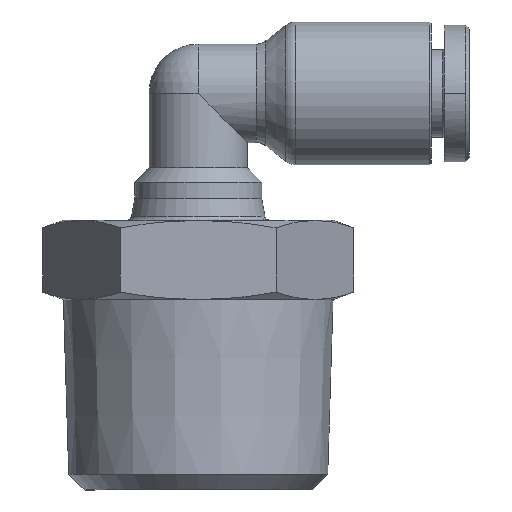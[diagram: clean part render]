
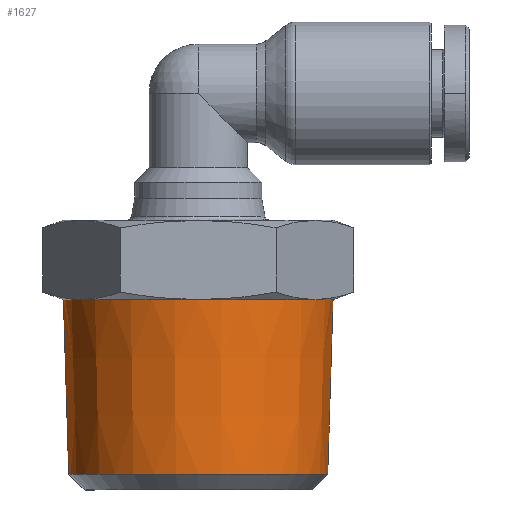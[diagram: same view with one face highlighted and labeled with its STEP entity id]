
A CAD part, front view. The second image highlights one B-rep face of the part: STEP entity #1627.
In plain terms, the highlighted conical face has half-angle 1.754 degrees and reference radius 8.316 mm.
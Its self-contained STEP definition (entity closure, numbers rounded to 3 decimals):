
#1490=CARTESIAN_POINT('',(-13.8,0.,-13.));
#1491=VERTEX_POINT('',#1490);
#1528=CARTESIAN_POINT('',(3.2,0.,-13.));
#1529=VERTEX_POINT('',#1528);
#1563=CARTESIAN_POINT('',(-5.3,0.,-19.));
#1564=DIRECTION('',(0.,0.,1.0));
#1565=DIRECTION('',(1.0,0.0,0.0));
#1566=AXIS2_PLACEMENT_3D('',#1563,#1564,#1565);
#1567=CONICAL_SURFACE('',#1566,8.316,1.754);
#1568=CARTESIAN_POINT('',(2.863,0.,-24.));
#1569=VERTEX_POINT('',#1568);
#1570=CARTESIAN_POINT('',(3.2,0.,-13.));
#1571=DIRECTION('',(-0.031,0.,-1.));
#1572=VECTOR('',#1571,11.006);
#1573=LINE('',#1570,#1572);
#1574=EDGE_CURVE('',#1529,#1569,#1573,.T.);
#1575=ORIENTED_EDGE('',*,*,#1574,.F.);
#1576=CARTESIAN_POINT('',(2.061,-4.25,-13.));
#1577=VERTEX_POINT('',#1576);
#1578=CARTESIAN_POINT('',(-5.3,0.,-13.));
#1579=DIRECTION('',(0.0,0.0,-1.0));
#1580=DIRECTION('',(1.0,0.0,0.0));
#1581=AXIS2_PLACEMENT_3D('',#1578,#1579,#1580);
#1582=CIRCLE('',#1581,8.5);
#1583=EDGE_CURVE('',#1529,#1577,#1582,.T.);
#1584=ORIENTED_EDGE('',*,*,#1583,.T.);
#1585=CARTESIAN_POINT('',(-5.3,-8.5,-13.));
#1586=VERTEX_POINT('',#1585);
#1587=CARTESIAN_POINT('',(-5.3,0.,-13.));
#1588=DIRECTION('',(0.0,0.0,-1.0));
#1589=DIRECTION('',(1.0,0.0,0.0));
#1590=AXIS2_PLACEMENT_3D('',#1587,#1588,#1589);
#1591=CIRCLE('',#1590,8.5);
#1592=EDGE_CURVE('',#1577,#1586,#1591,.T.);
#1593=ORIENTED_EDGE('',*,*,#1592,.T.);
#1594=CARTESIAN_POINT('',(-12.661,-4.25,-13.));
#1595=VERTEX_POINT('',#1594);
#1596=CARTESIAN_POINT('',(-5.3,0.,-13.));
#1597=DIRECTION('',(0.0,0.0,-1.0));
#1598=DIRECTION('',(1.0,0.0,0.0));
#1599=AXIS2_PLACEMENT_3D('',#1596,#1597,#1598);
#1600=CIRCLE('',#1599,8.5);
#1601=EDGE_CURVE('',#1586,#1595,#1600,.T.);
#1602=ORIENTED_EDGE('',*,*,#1601,.T.);
#1603=CARTESIAN_POINT('',(-5.3,0.,-13.));
#1604=DIRECTION('',(0.0,0.0,-1.0));
#1605=DIRECTION('',(1.0,0.0,0.0));
#1606=AXIS2_PLACEMENT_3D('',#1603,#1604,#1605);
#1607=CIRCLE('',#1606,8.5);
#1608=EDGE_CURVE('',#1595,#1491,#1607,.T.);
#1609=ORIENTED_EDGE('',*,*,#1608,.T.);
#1610=CARTESIAN_POINT('',(-13.463,0.,-24.));
#1611=VERTEX_POINT('',#1610);
#1612=CARTESIAN_POINT('',(-13.463,0.,-24.));
#1613=DIRECTION('',(-0.031,0.,1.));
#1614=VECTOR('',#1613,11.006);
#1615=LINE('',#1612,#1614);
#1616=EDGE_CURVE('',#1611,#1491,#1615,.T.);
#1617=ORIENTED_EDGE('',*,*,#1616,.F.);
#1618=CARTESIAN_POINT('',(-5.3,0.,-24.));
#1619=DIRECTION('',(0.0,0.0,-1.0));
#1620=DIRECTION('',(-1.0,0.0,0.0));
#1621=AXIS2_PLACEMENT_3D('',#1618,#1619,#1620);
#1622=CIRCLE('',#1621,8.163);
#1623=EDGE_CURVE('',#1569,#1611,#1622,.T.);
#1624=ORIENTED_EDGE('',*,*,#1623,.F.);
#1625=EDGE_LOOP('',(#1575,#1584,#1593,#1602,#1609,#1617,#1624));
#1626=FACE_OUTER_BOUND('',#1625,.T.);
#1627=ADVANCED_FACE('',(#1626),#1567,.T.);
